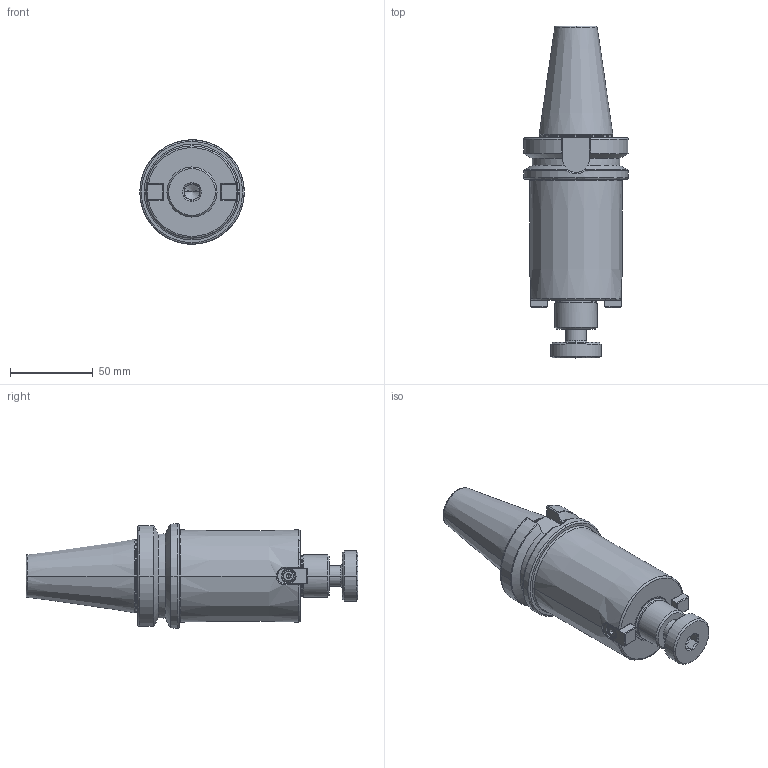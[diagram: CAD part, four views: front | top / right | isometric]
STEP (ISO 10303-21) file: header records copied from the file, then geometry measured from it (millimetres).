
FILE_DESCRIPTION (( 'STEP AP203' ), '1' );
FILE_NAME ('BT40-FMA1in-100.STEP', '2021-01-11T03:06:55', ( '微软用户' ), ( '微软中国' ), 'SwSTEP 2.0', 'SolidWorks 2016', '' );
FILE_SCHEMA (( 'CONFIG_CONTROL_DESIGN' ));
Length unit declared in the file: millimetre
Products named in the file (5): hexagon socket head cap screws gb_GB_FASTENER_SCREWS_HSHCS M4X10-N; BT40-FMA1in-100; BT40-FMA25.4-100; 25.4; 1-2-20UNF-2A-32大圆柱头紧固螺钉FMA用
Assembly tree (6 placements, depth 2):
  BT40-FMA1in-100
    BT40-FMA25.4-100
    25.4  x2
    1-2-20UNF-2A-32大圆柱头紧固螺钉FMA用
    hexagon socket head cap screws gb_GB_FASTENER_SCREWS_HSHCS M4X10-N  x2
Bounding box: 63 x 200.25 x 63 mm (x, y, z)
Volume: 304680.1 mm3; surface area: 46749.7 mm2
Topology: 6 solids, 6 shells, 251 faces, 610 edges, 374 vertices
Faces by surface type: plane 92, cone 57, cylinder 54, bspline 38, torus 10
Entity records: 10529 total; most frequent: CARTESIAN_POINT 5291, ORIENTED_EDGE 1012, DIRECTION 921, EDGE_CURVE 506, AXIS2_PLACEMENT_3D 356, VERTEX_POINT 317, EDGE_LOOP 225, VECTOR 209
